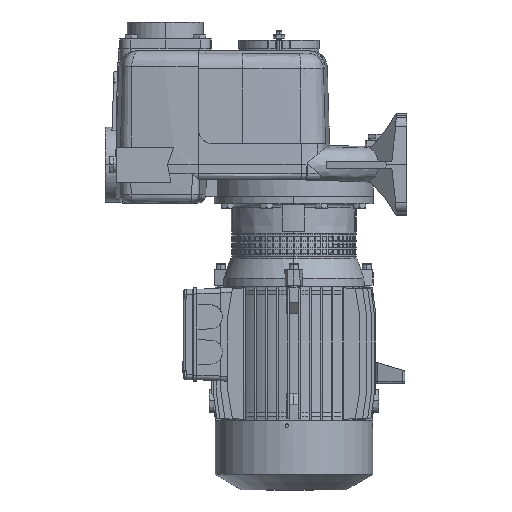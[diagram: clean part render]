
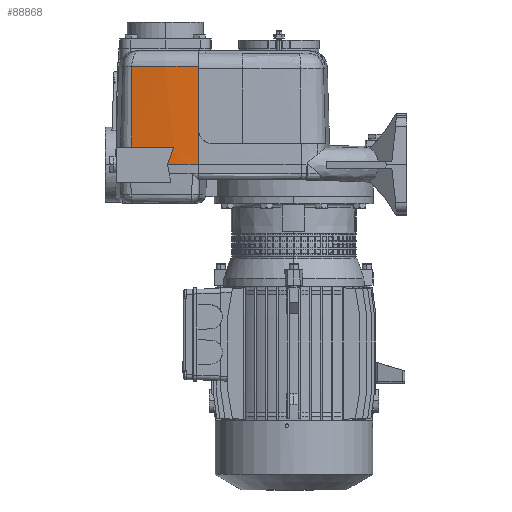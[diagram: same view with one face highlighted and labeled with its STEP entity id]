
A CAD part, left-side view. The second image highlights one B-rep face of the part: STEP entity #88868.
In plain terms, the highlighted conical face has half-angle 1.75 degrees and reference radius 489.829 mm.
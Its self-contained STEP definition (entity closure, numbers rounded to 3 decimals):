
#255 = CARTESIAN_POINT ( 'NONE',  ( -129.833, 170.041, 25. ) ) ;
#326 = EDGE_LOOP ( 'NONE', ( #131824, #30737, #86502, #137704, #167653, #89882, #180873 ) ) ;
#927 = EDGE_CURVE ( 'NONE', #65513, #50896, #139096, .T. ) ;
#1998 = CARTESIAN_POINT ( 'NONE',  ( -127.896, 190.263, 25. ) ) ;
#4128 = AXIS2_PLACEMENT_3D ( 'NONE', #33969, #165090, #91925 ) ;
#9889 = CARTESIAN_POINT ( 'NONE',  ( -119.889, 230.059, 69.594 ) ) ;
#17242 = CARTESIAN_POINT ( 'NONE',  ( -127.833, 142.952, 139.187 ) ) ;
#21005 = CARTESIAN_POINT ( 'NONE',  ( -125.351, 182.586, 139.187 ) ) ;
#27355 = CARTESIAN_POINT ( 'NONE',  ( -132.155, 135.109, 0. ) ) ;
#29042 = EDGE_CURVE ( 'NONE', #93390, #85673, #64867, .T. ) ;
#30737 = ORIENTED_EDGE ( 'NONE', *, *, #144520, .F. ) ;
#30778 = VERTEX_POINT ( 'NONE', #94922 ) ;
#32516 = CARTESIAN_POINT ( 'NONE',  ( -129.833, 172.911, 17.487 ) ) ;
#32620 = CARTESIAN_POINT ( 'NONE',  ( -121.223, 230.334, 25. ) ) ;
#33969 = CARTESIAN_POINT ( 'NONE',  ( 361.904, 130.586, 139.187 ) ) ;
#35263 = CARTESIAN_POINT ( 'NONE',  ( -122.246, 206.216, 139.187 ) ) ;
#37545 = CONICAL_SURFACE ( 'NONE', #4128, 489.829, 0.031 ) ;
#37658 = CARTESIAN_POINT ( 'NONE',  ( -117.807, 229.629, 139.187 ) ) ;
#42933 = CARTESIAN_POINT ( 'NONE',  ( -129.833, 170.041, 25. ) ) ;
#50896 = VERTEX_POINT ( 'NONE', #37658 ) ;
#51038 = B_SPLINE_CURVE_WITH_KNOTS ( 'NONE', 3,
 ( #42933, #130327, #1998, #58141, #143666, #71496 ),
 .UNSPECIFIED., .F., .F.,
 ( 4, 2, 4 ),
 ( 0., 0.5, 1. ),
 .UNSPECIFIED. ) ;
#55901 = VERTEX_POINT ( 'NONE', #187923 ) ;
#58141 = CARTESIAN_POINT ( 'NONE',  ( -125.023, 210.379, 25. ) ) ;
#62400 = CARTESIAN_POINT ( 'NONE',  ( -129.833, 170.041, 25. ) ) ;
#64867 = CIRCLE ( 'NONE', #174033, 494.081 ) ;
#65513 = VERTEX_POINT ( 'NONE', #32620 ) ;
#71173 = CARTESIAN_POINT ( 'NONE',  ( -132.156, 135.011, 0. ) ) ;
#71496 = CARTESIAN_POINT ( 'NONE',  ( -121.223, 230.334, 25. ) ) ;
#72005 = CARTESIAN_POINT ( 'NONE',  ( -132.156, 135.011, 0. ) ) ;
#83459 = CARTESIAN_POINT ( 'NONE',  ( -132.155, 135.207, 0. ) ) ;
#84529 = EDGE_CURVE ( 'NONE', #50896, #55901, #178480, .T. ) ;
#84881 = EDGE_CURVE ( 'NONE', #30778, #93390, #89589, .T. ) ;
#85388 = CARTESIAN_POINT ( 'NONE',  ( -127.905, 135.011, 139.187 ) ) ;
#85673 = VERTEX_POINT ( 'NONE', #109630 ) ;
#86502 = ORIENTED_EDGE ( 'NONE', *, *, #29042, .F. ) ;
#88868 = ADVANCED_FACE ( 'NONE', ( #108997 ), #37545, .T. ) ;
#89589 = B_SPLINE_CURVE_WITH_KNOTS ( 'NONE', 3,
 ( #72005, #27355, #83459, #143266 ),
 .UNSPECIFIED., .F., .F.,
 ( 4, 4 ),
 ( 0., 1. ),
 .UNSPECIFIED. ) ;
#89882 = ORIENTED_EDGE ( 'NONE', *, *, #84529, .F. ) ;
#90817 = VERTEX_POINT ( 'NONE', #62400 ) ;
#91925 = DIRECTION ( 'NONE',  ( -1., 0., 0. ) ) ;
#93390 = VERTEX_POINT ( 'NONE', #172883 ) ;
#94922 = CARTESIAN_POINT ( 'NONE',  ( -132.156, 135.011, 0. ) ) ;
#107540 = B_SPLINE_CURVE_WITH_KNOTS ( 'NONE', 3,
 ( #133234, #130442, #32516, #255 ),
 .UNSPECIFIED., .F., .F.,
 ( 4, 4 ),
 ( 0., 1. ),
 .UNSPECIFIED. ) ;
#108039 = EDGE_CURVE ( 'NONE', #30778, #55901, #162053, .T. ) ;
#108997 = FACE_OUTER_BOUND ( 'NONE', #326, .T. ) ;
#109630 = CARTESIAN_POINT ( 'NONE',  ( -129.833, 178.658, 0. ) ) ;
#120397 = CARTESIAN_POINT ( 'NONE',  ( 361.904, 130.586, 0. ) ) ;
#121730 = CARTESIAN_POINT ( 'NONE',  ( -119.412, 221.852, 139.187 ) ) ;
#130327 = CARTESIAN_POINT ( 'NONE',  ( -129.02, 180.169, 25. ) ) ;
#130442 = CARTESIAN_POINT ( 'NONE',  ( -129.833, 175.783, 9.154 ) ) ;
#131824 = ORIENTED_EDGE ( 'NONE', *, *, #186872, .F. ) ;
#133163 = CARTESIAN_POINT ( 'NONE',  ( -127.905, 135.011, 139.187 ) ) ;
#133234 = CARTESIAN_POINT ( 'NONE',  ( -129.833, 178.658, 0. ) ) ;
#137704 = ORIENTED_EDGE ( 'NONE', *, *, #84881, .F. ) ;
#139096 = LINE ( 'NONE', #9889, #186746 ) ;
#143266 = CARTESIAN_POINT ( 'NONE',  ( -132.155, 135.305, 0. ) ) ;
#143666 = CARTESIAN_POINT ( 'NONE',  ( -123.278, 220.384, 25. ) ) ;
#144520 = EDGE_CURVE ( 'NONE', #85673, #90817, #107540, .T. ) ;
#147427 = CARTESIAN_POINT ( 'NONE',  ( -127.303, 158.833, 139.187 ) ) ;
#157611 = CARTESIAN_POINT ( 'NONE',  ( -129.322, 135.011, 92.791 ) ) ;
#160378 = DIRECTION ( 'NONE',  ( 0., 0., -1. ) ) ;
#161318 = DIRECTION ( 'NONE',  ( -1., 0.01, 0. ) ) ;
#162053 = B_SPLINE_CURVE_WITH_KNOTS ( 'NONE', 3,
 ( #71173, #186126, #157611, #85388 ),
 .UNSPECIFIED., .F., .F.,
 ( 4, 4 ),
 ( 0., 1. ),
 .UNSPECIFIED. ) ;
#165090 = DIRECTION ( 'NONE',  ( 0., 0., -1. ) ) ;
#167653 = ORIENTED_EDGE ( 'NONE', *, *, #108039, .T. ) ;
#172883 = CARTESIAN_POINT ( 'NONE',  ( -132.155, 135.305, 0. ) ) ;
#174033 = AXIS2_PLACEMENT_3D ( 'NONE', #120397, #160378, #161318 ) ;
#178480 = B_SPLINE_CURVE_WITH_KNOTS ( 'NONE', 3,
 ( #180645, #121730, #35263, #21005, #147427, #17242, #133163 ),
 .UNSPECIFIED., .F., .F.,
 ( 4, 1, 1, 1, 4 ),
 ( 0., 0.25, 0.5, 0.75, 1. ),
 .UNSPECIFIED. ) ;
#180645 = CARTESIAN_POINT ( 'NONE',  ( -117.807, 229.629, 139.187 ) ) ;
#180873 = ORIENTED_EDGE ( 'NONE', *, *, #927, .F. ) ;
#183772 = DIRECTION ( 'NONE',  ( 0.03, -0.006, 1. ) ) ;
#186126 = CARTESIAN_POINT ( 'NONE',  ( -130.74, 135.011, 46.396 ) ) ;
#186746 = VECTOR ( 'NONE', #183772, 1000. ) ;
#186872 = EDGE_CURVE ( 'NONE', #90817, #65513, #51038, .T. ) ;
#187923 = CARTESIAN_POINT ( 'NONE',  ( -127.905, 135.011, 139.187 ) ) ;
